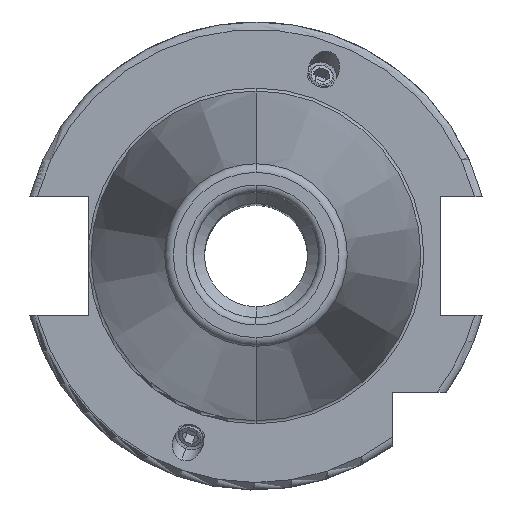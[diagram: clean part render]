
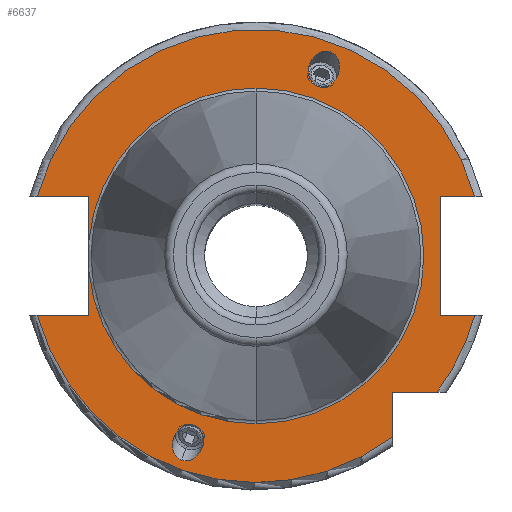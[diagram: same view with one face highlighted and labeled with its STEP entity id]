
A CAD part, top view. The second image highlights one B-rep face of the part: STEP entity #6637.
In plain terms, the highlighted planar face has unit normal (0, 0, 1).
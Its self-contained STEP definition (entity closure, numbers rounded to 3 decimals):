
#963=CARTESIAN_POINT('',(0,0,15.9));
#964=DIRECTION('',(0,0,1));
#965=DIRECTION('',(0.965,0.262,0));
#966=AXIS2_PLACEMENT_3D('',#963,#964,#965);
#1014=CARTESIAN_POINT('',(0,0,15.9));
#1015=DIRECTION('',(0,0,1));
#1016=DIRECTION('',(-0.965,-0.262,0));
#1017=AXIS2_PLACEMENT_3D('',#1014,#1015,#1016);
#1030=DIRECTION('',(1,0,0));
#1031=VECTOR('',#1030,7.004);
#1032=CARTESIAN_POINT('',(-29.704,-8.05,15.9));
#1033=LINE('',#1032,#1031);
#1034=DIRECTION('',(0,1,0));
#1035=VECTOR('',#1034,5.917);
#1036=CARTESIAN_POINT('',(-22.7,-8.05,15.9));
#1037=LINE('',#1036,#1035);
#1038=DIRECTION('',(0,1,0));
#1039=VECTOR('',#1038,5.917);
#1040=CARTESIAN_POINT('',(-22.7,2.133,15.9));
#1041=LINE('',#1040,#1039);
#1042=DIRECTION('',(1,0,0));
#1043=VECTOR('',#1042,7.004);
#1044=CARTESIAN_POINT('',(-29.704,8.05,15.9));
#1045=LINE('',#1044,#1043);
#1046=DIRECTION('',(-1,0,0));
#1047=VECTOR('',#1046,4.704);
#1048=CARTESIAN_POINT('',(29.704,8.05,15.9));
#1049=LINE('',#1048,#1047);
#1050=DIRECTION('',(0,-1,0));
#1051=VECTOR('',#1050,16.1);
#1052=CARTESIAN_POINT('',(25,8.05,15.9));
#1053=LINE('',#1052,#1051);
#1054=DIRECTION('',(-1,0,0));
#1055=VECTOR('',#1054,4.704);
#1056=CARTESIAN_POINT('',(29.704,-8.05,15.9));
#1057=LINE('',#1056,#1055);
#1058=CARTESIAN_POINT('',(0,0,15.9));
#1059=DIRECTION('',(0,0,1));
#1060=DIRECTION('',(0.799,-0.601,0));
#1061=AXIS2_PLACEMENT_3D('',#1058,#1059,#1060);
#1063=DIRECTION('',(-1,0,0));
#1064=VECTOR('',#1063,6.094);
#1065=CARTESIAN_POINT('',(24.594,-18.5,15.9));
#1066=LINE('',#1065,#1064);
#1067=DIRECTION('',(0,1,0));
#1068=VECTOR('',#1067,6.094);
#1069=CARTESIAN_POINT('',(18.5,-24.594,15.9));
#1070=LINE('',#1069,#1068);
#1071=CARTESIAN_POINT('',(10.09,27.723,15.9));
#1072=CARTESIAN_POINT('',(9.863,27.806,15.9));
#1073=CARTESIAN_POINT('',(9.337,27.884,15.9));
#1074=CARTESIAN_POINT('',(8.455,27.594,15.9));
#1075=CARTESIAN_POINT('',(7.834,27.033,15.9));
#1076=CARTESIAN_POINT('',(7.483,26.49,15.9));
#1077=CARTESIAN_POINT('',(7.298,26.077,15.9));
#1078=CARTESIAN_POINT('',(7.174,25.641,15.9));
#1079=CARTESIAN_POINT('',(7.094,25.,15.9));
#1080=CARTESIAN_POINT('',(7.208,24.17,15.9));
#1081=CARTESIAN_POINT('',(7.698,23.381,15.9));
#1082=CARTESIAN_POINT('',(8.152,23.103,15.9));
#1083=CARTESIAN_POINT('',(8.379,23.02,15.9));
#1085=CARTESIAN_POINT('',(8.379,23.02,15.9));
#1086=CARTESIAN_POINT('',(8.606,22.937,15.9));
#1087=CARTESIAN_POINT('',(9.133,22.859,15.9));
#1088=CARTESIAN_POINT('',(10.014,23.149,15.9));
#1089=CARTESIAN_POINT('',(10.635,23.711,15.9));
#1090=CARTESIAN_POINT('',(10.986,24.253,15.9));
#1091=CARTESIAN_POINT('',(11.171,24.667,15.9));
#1092=CARTESIAN_POINT('',(11.295,25.103,15.9));
#1093=CARTESIAN_POINT('',(11.375,25.744,15.9));
#1094=CARTESIAN_POINT('',(11.261,26.573,15.9));
#1095=CARTESIAN_POINT('',(10.771,27.362,15.9));
#1096=CARTESIAN_POINT('',(10.318,27.641,15.9));
#1097=CARTESIAN_POINT('',(10.09,27.723,15.9));
#1099=CARTESIAN_POINT('',(-10.09,-27.723,15.9));
#1100=CARTESIAN_POINT('',(-10.318,-27.641,15.9));
#1101=CARTESIAN_POINT('',(-10.771,-27.362,15.9));
#1102=CARTESIAN_POINT('',(-11.261,-26.573,15.9));
#1103=CARTESIAN_POINT('',(-11.375,-25.744,15.9));
#1104=CARTESIAN_POINT('',(-11.295,-25.103,15.9));
#1105=CARTESIAN_POINT('',(-11.171,-24.667,15.9));
#1106=CARTESIAN_POINT('',(-10.986,-24.253,15.9));
#1107=CARTESIAN_POINT('',(-10.635,-23.711,15.9));
#1108=CARTESIAN_POINT('',(-10.014,-23.149,15.9));
#1109=CARTESIAN_POINT('',(-9.133,-22.859,15.9));
#1110=CARTESIAN_POINT('',(-8.606,-22.937,15.9));
#1111=CARTESIAN_POINT('',(-8.379,-23.02,15.9));
#1113=CARTESIAN_POINT('',(-8.379,-23.02,15.9));
#1114=CARTESIAN_POINT('',(-8.152,-23.103,15.9));
#1115=CARTESIAN_POINT('',(-7.698,-23.381,15.9));
#1116=CARTESIAN_POINT('',(-7.208,-24.17,15.9));
#1117=CARTESIAN_POINT('',(-7.094,-25.,15.9));
#1118=CARTESIAN_POINT('',(-7.174,-25.641,15.9));
#1119=CARTESIAN_POINT('',(-7.298,-26.077,15.9));
#1120=CARTESIAN_POINT('',(-7.483,-26.49,15.9));
#1121=CARTESIAN_POINT('',(-7.834,-27.033,15.9));
#1122=CARTESIAN_POINT('',(-8.455,-27.594,15.9));
#1123=CARTESIAN_POINT('',(-9.337,-27.884,15.9));
#1124=CARTESIAN_POINT('',(-9.863,-27.806,15.9));
#1125=CARTESIAN_POINT('',(-10.09,-27.723,15.9));
#1137=CARTESIAN_POINT('',(0,0,15.9));
#1138=DIRECTION('',(0,0,1));
#1139=DIRECTION('',(0,1,0));
#1140=AXIS2_PLACEMENT_3D('',#1137,#1138,#1139);
#1152=CARTESIAN_POINT('',(0,0,15.9));
#1153=DIRECTION('',(0,0,1));
#1154=DIRECTION('',(-0.996,-0.094,0));
#1155=AXIS2_PLACEMENT_3D('',#1152,#1153,#1154);
#1157=CARTESIAN_POINT('',(0,0,15.9));
#1158=DIRECTION('',(0,0,-1));
#1159=DIRECTION('',(0,1,0));
#1160=AXIS2_PLACEMENT_3D('',#1157,#1158,#1159);
#4953=CARTESIAN_POINT('',(0,22.8,15.9));
#4955=VERTEX_POINT('',#4953);
#4975=CARTESIAN_POINT('',(0,-22.8,15.9));
#4977=VERTEX_POINT('',#4975);
#5123=CARTESIAN_POINT('',(-29.704,-8.05,15.9));
#5124=CARTESIAN_POINT('',(-22.7,-8.05,15.9));
#5125=VERTEX_POINT('',#5123);
#5126=VERTEX_POINT('',#5124);
#5127=CARTESIAN_POINT('',(-22.7,-2.133,15.9));
#5128=VERTEX_POINT('',#5127);
#5129=CARTESIAN_POINT('',(-22.7,2.133,15.9));
#5130=CARTESIAN_POINT('',(-22.7,8.05,15.9));
#5131=VERTEX_POINT('',#5129);
#5132=VERTEX_POINT('',#5130);
#5133=CARTESIAN_POINT('',(-29.704,8.05,15.9));
#5134=VERTEX_POINT('',#5133);
#5135=CARTESIAN_POINT('',(25,8.05,15.9));
#5136=CARTESIAN_POINT('',(25,-8.05,15.9));
#5137=VERTEX_POINT('',#5135);
#5138=VERTEX_POINT('',#5136);
#5139=CARTESIAN_POINT('',(29.704,-8.05,15.9));
#5140=VERTEX_POINT('',#5139);
#5141=CARTESIAN_POINT('',(29.704,8.05,15.9));
#5142=VERTEX_POINT('',#5141);
#5143=CARTESIAN_POINT('',(18.5,-24.594,15.9));
#5144=CARTESIAN_POINT('',(18.5,-18.5,15.9));
#5145=VERTEX_POINT('',#5143);
#5146=VERTEX_POINT('',#5144);
#5147=CARTESIAN_POINT('',(24.594,-18.5,15.9));
#5148=VERTEX_POINT('',#5147);
#5237=VERTEX_POINT('',#1071);
#5238=VERTEX_POINT('',#1083);
#5294=CARTESIAN_POINT('',(-10.09,-27.723,15.9));
#5296=VERTEX_POINT('',#5294);
#5301=CARTESIAN_POINT('',(-8.379,-23.02,15.9));
#5302=VERTEX_POINT('',#5301);
#6598=CARTESIAN_POINT('',(0,0,15.9));
#6599=DIRECTION('',(0,0,-1));
#6600=DIRECTION('',(0,-1,0));
#6601=AXIS2_PLACEMENT_3D('',#6598,#6599,#6600);
#6602=PLANE('',#6601);
#6603=ORIENTED_EDGE('',*,*,#5803,.T.);
#6604=ORIENTED_EDGE('',*,*,#5842,.T.);
#6606=ORIENTED_EDGE('',*,*,#6605,.T.);
#6608=ORIENTED_EDGE('',*,*,#6607,.F.);
#6610=ORIENTED_EDGE('',*,*,#6609,.T.);
#6611=ORIENTED_EDGE('',*,*,#5838,.T.);
#6612=ORIENTED_EDGE('',*,*,#5876,.F.);
#6613=ORIENTED_EDGE('',*,*,#6576,.F.);
#6615=ORIENTED_EDGE('',*,*,#6614,.T.);
#6617=ORIENTED_EDGE('',*,*,#6616,.T.);
#6618=ORIENTED_EDGE('',*,*,#5952,.F.);
#6619=ORIENTED_EDGE('',*,*,#6566,.F.);
#6620=ORIENTED_EDGE('',*,*,#6009,.T.);
#6621=ORIENTED_EDGE('',*,*,#6060,.F.);
#6622=ORIENTED_EDGE('',*,*,#6592,.F.);
#6623=EDGE_LOOP('',(#6603,#6604,#6606,#6608,#6610,#6611,#6612,#6613,#6615,#6617,
#6618,#6619,#6620,#6621,#6622));
#6624=FACE_OUTER_BOUND('',#6623,.F.);
#6626=ORIENTED_EDGE('',*,*,#6625,.T.);
#6628=ORIENTED_EDGE('',*,*,#6627,.T.);
#6629=EDGE_LOOP('',(#6626,#6628));
#6630=FACE_BOUND('',#6629,.F.);
#6632=ORIENTED_EDGE('',*,*,#6631,.F.);
#6634=ORIENTED_EDGE('',*,*,#6633,.F.);
#6635=EDGE_LOOP('',(#6632,#6634));
#6636=FACE_BOUND('',#6635,.F.);
#6637=ADVANCED_FACE('',(#6624,#6630,#6636),#6602,.F.);
#967=CIRCLE('',#966,30.775);
#1018=CIRCLE('',#1017,30.775);
#1062=CIRCLE('',#1061,30.775);
#1084=B_SPLINE_CURVE_WITH_KNOTS('',3,(#1071,#1072,#1073,#1074,#1075,#1076,#1077,
#1078,#1079,#1080,#1081,#1082,#1083),.UNSPECIFIED.,.F.,.F.,(4,1,1,1,1,1,1,1,1,1,
4),(0,0.125,0.25,0.375,0.438,0.5,0.563,0.625,0.75,0.875,
1.0),.UNSPECIFIED.);
#1098=B_SPLINE_CURVE_WITH_KNOTS('',3,(#1085,#1086,#1087,#1088,#1089,#1090,#1091,
#1092,#1093,#1094,#1095,#1096,#1097),.UNSPECIFIED.,.F.,.F.,(4,1,1,1,1,1,1,1,1,1,
4),(0,0.125,0.25,0.375,0.438,0.5,0.563,0.625,0.75,0.875,
1.0),.UNSPECIFIED.);
#1112=B_SPLINE_CURVE_WITH_KNOTS('',3,(#1099,#1100,#1101,#1102,#1103,#1104,#1105,
#1106,#1107,#1108,#1109,#1110,#1111),.UNSPECIFIED.,.F.,.F.,(4,1,1,1,1,1,1,1,1,1,
4),(0,0.125,0.25,0.375,0.438,0.5,0.563,0.625,0.75,0.875,
1.0),.UNSPECIFIED.);
#1126=B_SPLINE_CURVE_WITH_KNOTS('',3,(#1113,#1114,#1115,#1116,#1117,#1118,#1119,
#1120,#1121,#1122,#1123,#1124,#1125),.UNSPECIFIED.,.F.,.F.,(4,1,1,1,1,1,1,1,1,1,
4),(0,0.125,0.25,0.375,0.438,0.5,0.563,0.625,0.75,0.875,
1.0),.UNSPECIFIED.);
#1141=CIRCLE('',#1140,22.8);
#1156=CIRCLE('',#1155,22.8);
#1161=CIRCLE('',#1160,22.8);
#5803=EDGE_CURVE('',#5125,#5126,#1033,.T.);
#5838=EDGE_CURVE('',#5131,#5132,#1041,.T.);
#5842=EDGE_CURVE('',#5126,#5128,#1037,.T.);
#5876=EDGE_CURVE('',#5134,#5132,#1045,.T.);
#5952=EDGE_CURVE('',#5140,#5138,#1057,.T.);
#6009=EDGE_CURVE('',#5148,#5146,#1066,.T.);
#6060=EDGE_CURVE('',#5145,#5146,#1070,.T.);
#6566=EDGE_CURVE('',#5148,#5140,#1062,.T.);
#6576=EDGE_CURVE('',#5142,#5134,#967,.T.);
#6592=EDGE_CURVE('',#5125,#5145,#1018,.T.);
#6605=EDGE_CURVE('',#5128,#4977,#1156,.T.);
#6607=EDGE_CURVE('',#4955,#4977,#1161,.T.);
#6609=EDGE_CURVE('',#4955,#5131,#1141,.T.);
#6614=EDGE_CURVE('',#5142,#5137,#1049,.T.);
#6616=EDGE_CURVE('',#5137,#5138,#1053,.T.);
#6625=EDGE_CURVE('',#5237,#5238,#1084,.T.);
#6627=EDGE_CURVE('',#5238,#5237,#1098,.T.);
#6631=EDGE_CURVE('',#5296,#5302,#1112,.T.);
#6633=EDGE_CURVE('',#5302,#5296,#1126,.T.);
